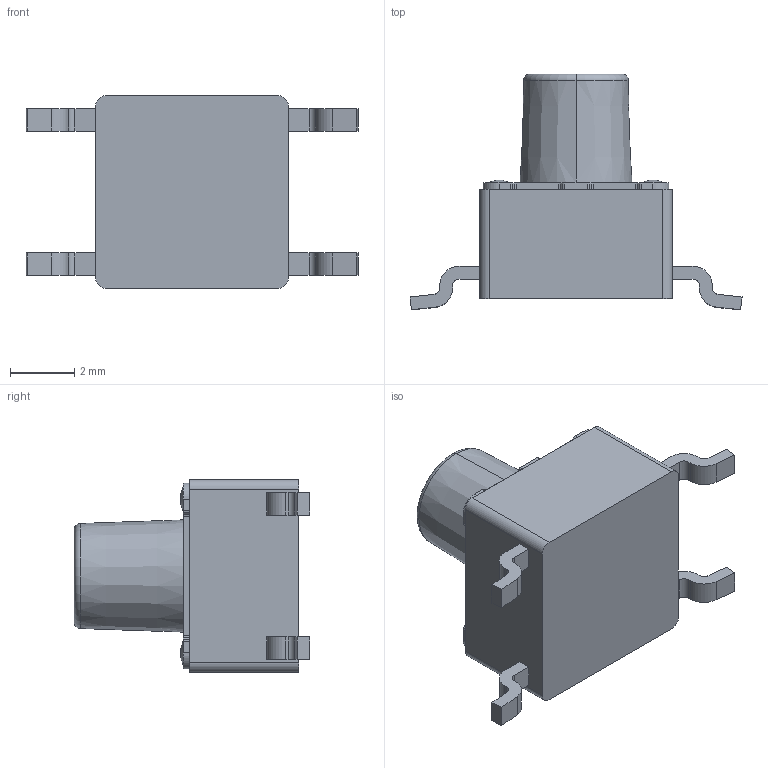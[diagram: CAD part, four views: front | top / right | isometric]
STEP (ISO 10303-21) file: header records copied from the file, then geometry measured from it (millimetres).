
FILE_DESCRIPTION (( 'STEP AP214' ), '1' );
FILE_NAME ('User Library-SWT-34.STEP', '2019-04-08T17:16:35', ( '' ), ( '' ), 'SwSTEP 2.0', 'SolidWorks 2019', '' );
FILE_SCHEMA (( 'AUTOMOTIVE_DESIGN' ));
Length unit declared in the file: millimetre
Products named in the file (1): User Library-SWT-34
Bounding box: 10.35 x 7.35 x 6 mm (x, y, z)
Volume: 162.1 mm3; surface area: 214.1 mm2
Topology: 1 solids, 1 shells, 136 faces, 370 edges, 246 vertices
Faces by surface type: plane 72, cylinder 56, bspline 4, torus 2, cone 2
Entity records: 6456 total; most frequent: CARTESIAN_POINT 1397, ORIENTED_EDGE 740, DIRECTION 740, EDGE_CURVE 370, VECTOR 250, LINE 250, VERTEX_POINT 246, AXIS2_PLACEMENT_3D 245
